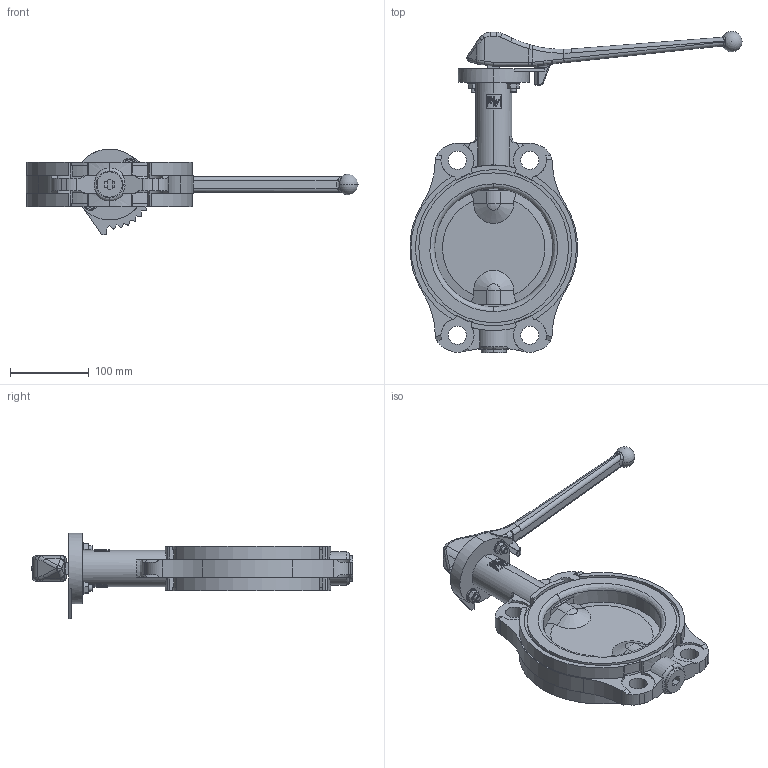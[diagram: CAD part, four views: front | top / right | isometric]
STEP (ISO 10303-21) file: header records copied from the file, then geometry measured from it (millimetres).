
FILE_DESCRIPTION (( 'STEP AP214' ), '1' );
FILE_NAME ('EVBLS DN150 PN16 LEVER.STEP', '2016-02-15T13:53:02', ( '' ), ( '' ), 'SwSTEP 2.0', 'SolidWorks 2015', '' );
FILE_SCHEMA (( 'AUTOMOTIVE_DESIGN' ));
Length unit declared in the file: millimetre
Products named in the file (1): EVBLS DN150 PN16 LEVER
Bounding box: 421.15 x 407.51 x 109 mm (x, y, z)
Volume: 1746444.9 mm3; surface area: 223790.6 mm2
Topology: 1 solids, 1 shells, 690 faces, 1857 edges, 1189 vertices
Faces by surface type: plane 298, cylinder 191, bspline 126, cone 49, torus 18, sphere 8
Entity records: 34478 total; most frequent: CARTESIAN_POINT 10444, ORIENTED_EDGE 3692, DIRECTION 3160, EDGE_CURVE 1846, VERTEX_POINT 1186, AXIS2_PLACEMENT_3D 1148, LINE 864, VECTOR 864
